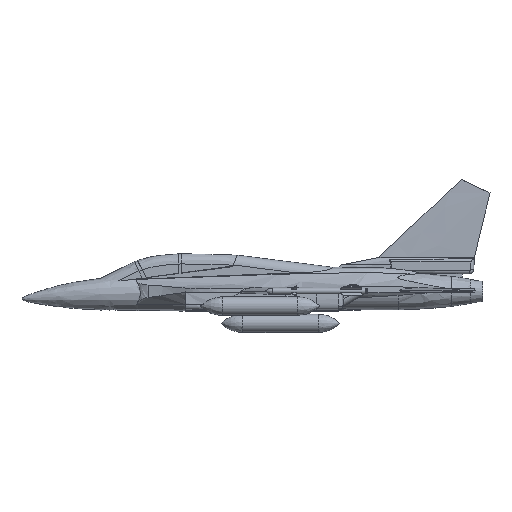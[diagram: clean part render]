
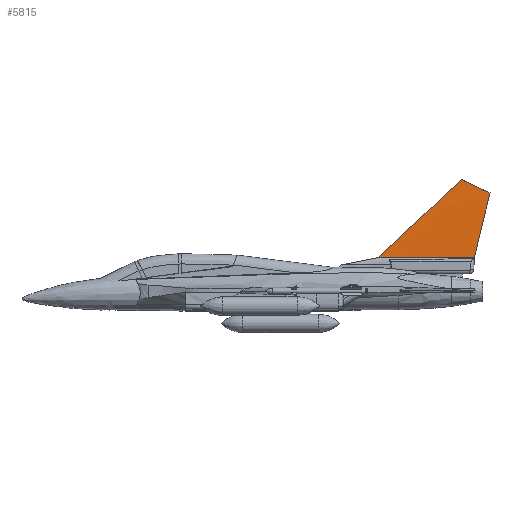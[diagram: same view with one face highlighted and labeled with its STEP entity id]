
A CAD part, top view. The second image highlights one B-rep face of the part: STEP entity #5815.
In plain terms, the highlighted free-form (B-spline) face has degree [3, 3] with [5, 4] control points.
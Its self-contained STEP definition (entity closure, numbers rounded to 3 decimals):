
#271=(
BOUNDED_CURVE()
B_SPLINE_CURVE(5,(#13086,#13087,#13088,#13089,#13090,#13091,#13092,#13093,
#13094,#13095,#13096,#13097,#13098,#13099,#13100),.UNSPECIFIED.,.F.,.F.)
B_SPLINE_CURVE_WITH_KNOTS((6,1,1,1,1,1,1,1,1,1,6),(-1.,-0.9,-0.8,-0.7,-0.6,
-0.5,-0.4,-0.3,-0.2,-0.1,0.),.UNSPECIFIED.)
CURVE()
GEOMETRIC_REPRESENTATION_ITEM()
RATIONAL_B_SPLINE_CURVE((1.,1.,1.,1.,1.,1.,1.,1.,1.,1.,1.,1.,1.,1.,1.))
REPRESENTATION_ITEM('')
);
#273=(
BOUNDED_CURVE()
B_SPLINE_CURVE(5,(#13138,#13139,#13140,#13141,#13142,#13143,#13144,#13145,
#13146,#13147,#13148,#13149,#13150,#13151,#13152),.UNSPECIFIED.,.F.,.F.)
B_SPLINE_CURVE_WITH_KNOTS((6,1,1,1,1,1,1,1,1,1,6),(0.,0.1,0.2,0.3,0.4,0.5,
0.6,0.7,0.8,0.9,1.),.UNSPECIFIED.)
CURVE()
GEOMETRIC_REPRESENTATION_ITEM()
RATIONAL_B_SPLINE_CURVE((1.,1.,1.,1.,1.,1.,1.,1.,1.,1.,1.,1.,1.,1.,1.))
REPRESENTATION_ITEM('')
);
#639=LINE('',#13153,#999);
#640=LINE('',#13154,#1000);
#999=VECTOR('',#7254,1.626);
#1000=VECTOR('',#7255,2.78);
#1497=FACE_OUTER_BOUND('',#1851,.T.);
#1851=EDGE_LOOP('',(#5012,#5013,#5014,#5015));
#2738=VERTEX_POINT('',#13084);
#2739=VERTEX_POINT('',#13085);
#2740=VERTEX_POINT('',#13136);
#2741=VERTEX_POINT('',#13137);
#3539=EDGE_CURVE('',#2738,#2739,#271,.T.);
#3541=EDGE_CURVE('',#2740,#2741,#273,.T.);
#3542=EDGE_CURVE('',#2741,#2738,#639,.T.);
#3543=EDGE_CURVE('',#2740,#2739,#640,.T.);
#5012=ORIENTED_EDGE('',*,*,#3541,.T.);
#5013=ORIENTED_EDGE('',*,*,#3542,.T.);
#5014=ORIENTED_EDGE('',*,*,#3539,.T.);
#5015=ORIENTED_EDGE('',*,*,#3543,.F.);
#5550=B_SPLINE_SURFACE_WITH_KNOTS('',3,3,((#13116,#13117,#13118,#13119),
(#13120,#13121,#13122,#13123),(#13124,#13125,#13126,#13127),(#13128,#13129,
#13130,#13131),(#13132,#13133,#13134,#13135)),.UNSPECIFIED.,.F.,.F.,.F.,
(4,1,4),(4,4),(0.,0.571,1.),(0.,1.),.UNSPECIFIED.);
#5815=ADVANCED_FACE('',(#1497),#5550,.F.);
#7254=DIRECTION('',(0.236,0.972,0.));
#7255=DIRECTION('',(0.728,0.686,0.));
#13084=CARTESIAN_POINT('',(8.243,-2.219,0.176));
#13085=CARTESIAN_POINT('',(7.54,-1.891,0.176));
#13086=CARTESIAN_POINT('Ctrl Pts',(8.243,-2.219,0.176));
#13087=CARTESIAN_POINT('Ctrl Pts',(8.218,-2.208,0.178));
#13088=CARTESIAN_POINT('Ctrl Pts',(8.169,-2.185,0.18));
#13089=CARTESIAN_POINT('Ctrl Pts',(8.098,-2.151,0.184));
#13090=CARTESIAN_POINT('Ctrl Pts',(8.009,-2.11,0.188));
#13091=CARTESIAN_POINT('Ctrl Pts',(7.906,-2.062,0.192));
#13092=CARTESIAN_POINT('Ctrl Pts',(7.815,-2.019,0.195));
#13093=CARTESIAN_POINT('Ctrl Pts',(7.735,-1.982,0.196));
#13094=CARTESIAN_POINT('Ctrl Pts',(7.669,-1.951,0.196));
#13095=CARTESIAN_POINT('Ctrl Pts',(7.617,-1.927,0.194));
#13096=CARTESIAN_POINT('Ctrl Pts',(7.578,-1.909,0.19));
#13097=CARTESIAN_POINT('Ctrl Pts',(7.557,-1.899,0.185));
#13098=CARTESIAN_POINT('Ctrl Pts',(7.547,-1.894,0.181));
#13099=CARTESIAN_POINT('Ctrl Pts',(7.542,-1.892,0.178));
#13100=CARTESIAN_POINT('Ctrl Pts',(7.54,-1.891,0.176));
#13116=CARTESIAN_POINT('Ctrl Pts',(7.859,-3.799,0.176));
#13117=CARTESIAN_POINT('Ctrl Pts',(7.987,-3.272,0.176));
#13118=CARTESIAN_POINT('Ctrl Pts',(8.115,-2.746,0.176));
#13119=CARTESIAN_POINT('Ctrl Pts',(8.243,-2.219,0.176));
#13120=CARTESIAN_POINT('Ctrl Pts',(7.065,-3.799,0.217));
#13121=CARTESIAN_POINT('Ctrl Pts',(7.378,-3.235,0.208));
#13122=CARTESIAN_POINT('Ctrl Pts',(7.693,-2.671,0.199));
#13123=CARTESIAN_POINT('Ctrl Pts',(8.005,-2.108,0.19));
#13124=CARTESIAN_POINT('Ctrl Pts',(5.929,-3.799,0.258));
#13125=CARTESIAN_POINT('Ctrl Pts',(6.507,-3.182,0.24));
#13126=CARTESIAN_POINT('Ctrl Pts',(7.085,-2.566,0.222));
#13127=CARTESIAN_POINT('Ctrl Pts',(7.664,-1.949,0.203));
#13128=CARTESIAN_POINT('Ctrl Pts',(5.556,-3.799,0.211));
#13129=CARTESIAN_POINT('Ctrl Pts',(6.222,-3.165,0.203));
#13130=CARTESIAN_POINT('Ctrl Pts',(6.887,-2.531,0.195));
#13131=CARTESIAN_POINT('Ctrl Pts',(7.552,-1.897,0.188));
#13132=CARTESIAN_POINT('Ctrl Pts',(5.517,-3.799,0.176));
#13133=CARTESIAN_POINT('Ctrl Pts',(6.192,-3.163,0.176));
#13134=CARTESIAN_POINT('Ctrl Pts',(6.866,-2.527,0.176));
#13135=CARTESIAN_POINT('Ctrl Pts',(7.54,-1.891,0.176));
#13136=CARTESIAN_POINT('',(5.517,-3.799,0.176));
#13137=CARTESIAN_POINT('',(7.859,-3.799,0.176));
#13138=CARTESIAN_POINT('Ctrl Pts',(5.517,-3.799,0.176));
#13139=CARTESIAN_POINT('Ctrl Pts',(5.523,-3.799,0.181));
#13140=CARTESIAN_POINT('Ctrl Pts',(5.538,-3.799,0.19));
#13141=CARTESIAN_POINT('Ctrl Pts',(5.572,-3.799,0.203));
#13142=CARTESIAN_POINT('Ctrl Pts',(5.641,-3.799,0.216));
#13143=CARTESIAN_POINT('Ctrl Pts',(5.771,-3.799,0.228));
#13144=CARTESIAN_POINT('Ctrl Pts',(5.945,-3.799,0.235));
#13145=CARTESIAN_POINT('Ctrl Pts',(6.167,-3.799,0.237));
#13146=CARTESIAN_POINT('Ctrl Pts',(6.432,-3.799,0.233));
#13147=CARTESIAN_POINT('Ctrl Pts',(6.737,-3.799,0.225));
#13148=CARTESIAN_POINT('Ctrl Pts',(7.077,-3.799,0.213));
#13149=CARTESIAN_POINT('Ctrl Pts',(7.375,-3.799,0.2));
#13150=CARTESIAN_POINT('Ctrl Pts',(7.612,-3.799,0.189));
#13151=CARTESIAN_POINT('Ctrl Pts',(7.776,-3.799,0.181));
#13152=CARTESIAN_POINT('Ctrl Pts',(7.859,-3.799,0.176));
#13153=CARTESIAN_POINT('',(7.859,-3.799,0.176));
#13154=CARTESIAN_POINT('',(5.517,-3.799,0.176));
